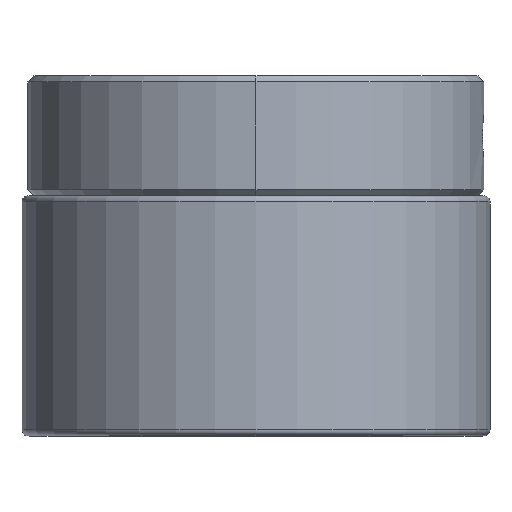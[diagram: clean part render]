
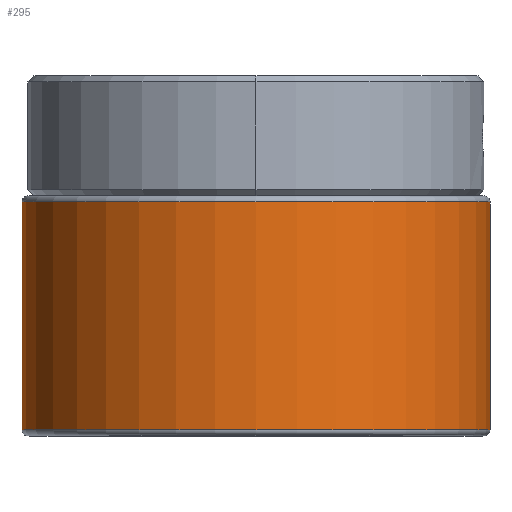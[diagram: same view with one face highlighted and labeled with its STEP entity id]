
A CAD part, top view. The second image highlights one B-rep face of the part: STEP entity #295.
In plain terms, the highlighted cylindrical face has radius 19.5 mm (diameter 39 mm), a partial arc.
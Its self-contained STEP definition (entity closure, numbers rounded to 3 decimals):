
#268 = EDGE_LOOP ( 'NONE', ( #3506, #2267, #1355, #1827 ) ) ;
#283 = DIRECTION ( 'NONE',  ( 0., 0., -1. ) ) ;
#295 = ADVANCED_FACE ( 'NONE', ( #3484 ), #1275, .T. ) ;
#576 = EDGE_CURVE ( 'NONE', #1081, #2111, #2393, .T. ) ;
#622 = VECTOR ( 'NONE', #283, 1000. ) ;
#783 = AXIS2_PLACEMENT_3D ( 'NONE', #2026, #2534, #2838 ) ;
#1081 = VERTEX_POINT ( 'NONE', #1566 ) ;
#1135 = CARTESIAN_POINT ( 'NONE',  ( 19.5, 0., 0.5 ) ) ;
#1275 = CYLINDRICAL_SURFACE ( 'NONE', #2293, 19.5 ) ;
#1355 = ORIENTED_EDGE ( 'NONE', *, *, #3054, .T. ) ;
#1441 = DIRECTION ( 'NONE',  ( 1., 0., 0. ) ) ;
#1511 = LINE ( 'NONE', #3478, #3135 ) ;
#1566 = CARTESIAN_POINT ( 'NONE',  ( -19.5, 0., 19.5 ) ) ;
#1689 = CARTESIAN_POINT ( 'NONE',  ( 0., 0., 0.5 ) ) ;
#1827 = ORIENTED_EDGE ( 'NONE', *, *, #2269, .F. ) ;
#2016 = LINE ( 'NONE', #3116, #622 ) ;
#2026 = CARTESIAN_POINT ( 'NONE',  ( 0., 0., 19.5 ) ) ;
#2037 = VERTEX_POINT ( 'NONE', #2890 ) ;
#2111 = VERTEX_POINT ( 'NONE', #2335 ) ;
#2118 = DIRECTION ( 'NONE',  ( 0., 0., -1. ) ) ;
#2267 = ORIENTED_EDGE ( 'NONE', *, *, #3083, .T. ) ;
#2269 = EDGE_CURVE ( 'NONE', #1081, #2037, #1511, .T. ) ;
#2293 = AXIS2_PLACEMENT_3D ( 'NONE', #2360, #2118, #3227 ) ;
#2335 = CARTESIAN_POINT ( 'NONE',  ( 19.5, 0., 19.5 ) ) ;
#2346 = CIRCLE ( 'NONE', #2461, 19.5 ) ;
#2360 = CARTESIAN_POINT ( 'NONE',  ( 0., 0., 20. ) ) ;
#2369 = DIRECTION ( 'NONE',  ( 0., 0., -1. ) ) ;
#2393 = CIRCLE ( 'NONE', #783, 19.5 ) ;
#2461 = AXIS2_PLACEMENT_3D ( 'NONE', #1689, #2812, #1441 ) ;
#2534 = DIRECTION ( 'NONE',  ( 0., 0., -1. ) ) ;
#2812 = DIRECTION ( 'NONE',  ( 0., 0., 1. ) ) ;
#2838 = DIRECTION ( 'NONE',  ( 1., 0., 0. ) ) ;
#2890 = CARTESIAN_POINT ( 'NONE',  ( -19.5, 0., 0.5 ) ) ;
#3054 = EDGE_CURVE ( 'NONE', #3509, #2037, #2346, .T. ) ;
#3083 = EDGE_CURVE ( 'NONE', #2111, #3509, #2016, .T. ) ;
#3116 = CARTESIAN_POINT ( 'NONE',  ( 19.5, 0., 20. ) ) ;
#3135 = VECTOR ( 'NONE', #2369, 1000. ) ;
#3227 = DIRECTION ( 'NONE',  ( -1., 0., 0. ) ) ;
#3478 = CARTESIAN_POINT ( 'NONE',  ( -19.5, 0., 20. ) ) ;
#3484 = FACE_OUTER_BOUND ( 'NONE', #268, .T. ) ;
#3506 = ORIENTED_EDGE ( 'NONE', *, *, #576, .T. ) ;
#3509 = VERTEX_POINT ( 'NONE', #1135 ) ;
